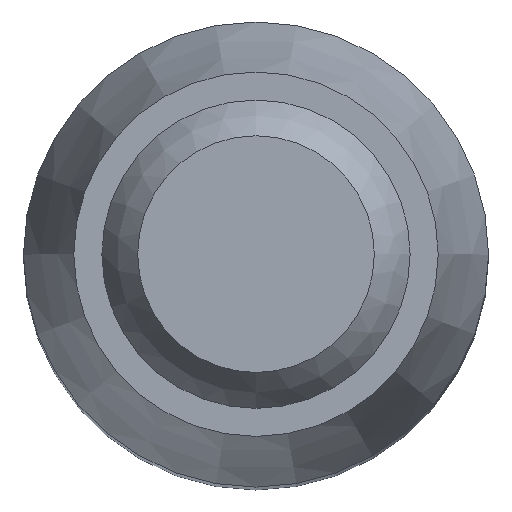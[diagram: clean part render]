
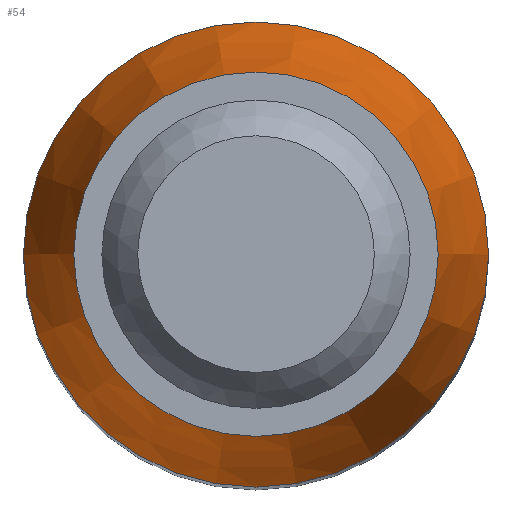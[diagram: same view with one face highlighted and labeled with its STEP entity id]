
A CAD part, top view. The second image highlights one B-rep face of the part: STEP entity #54.
In plain terms, the highlighted conical face has half-angle 14.57 degrees and reference radius 4.7 mm.
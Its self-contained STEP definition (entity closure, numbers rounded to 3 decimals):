
#54 = ADVANCED_FACE( '', ( #117, #118 ), #119, .T. );
#117 = FACE_OUTER_BOUND( '', #191, .T. );
#118 = FACE_BOUND( '', #192, .T. );
#119 = CONICAL_SURFACE( '', #193, 4.7, 0.254 );
#191 = EDGE_LOOP( '', ( #277 ) );
#192 = EDGE_LOOP( '', ( #278 ) );
#193 = AXIS2_PLACEMENT_3D( '', #279, #280, #281 );
#277 = ORIENTED_EDGE( '', *, *, #413, .F. );
#278 = ORIENTED_EDGE( '', *, *, #414, .F. );
#279 = CARTESIAN_POINT( '', ( 0., 0., 48.68 ) );
#280 = DIRECTION( '', ( 0., 0., -1. ) );
#281 = DIRECTION( '', ( -1., 0., 0. ) );
#413 = EDGE_CURVE( '', #480, #480, #481, .F. );
#414 = EDGE_CURVE( '', #482, #482, #483, .T. );
#480 = VERTEX_POINT( '', #568 );
#481 = CIRCLE( '', #569, 6. );
#482 = VERTEX_POINT( '', #570 );
#483 = CIRCLE( '', #571, 4.7 );
#568 = CARTESIAN_POINT( '', ( 6., 0., 43.68 ) );
#569 = AXIS2_PLACEMENT_3D( '', #656, #657, #658 );
#570 = CARTESIAN_POINT( '', ( 4.7, 0., 48.68 ) );
#571 = AXIS2_PLACEMENT_3D( '', #659, #660, #661 );
#656 = CARTESIAN_POINT( '', ( 0., 0., 43.68 ) );
#657 = DIRECTION( '', ( 0., 0., 1. ) );
#658 = DIRECTION( '', ( 1., 0., 0. ) );
#659 = CARTESIAN_POINT( '', ( 0., 0., 48.68 ) );
#660 = DIRECTION( '', ( 0., 0., 1. ) );
#661 = DIRECTION( '', ( 1., 0., 0. ) );
